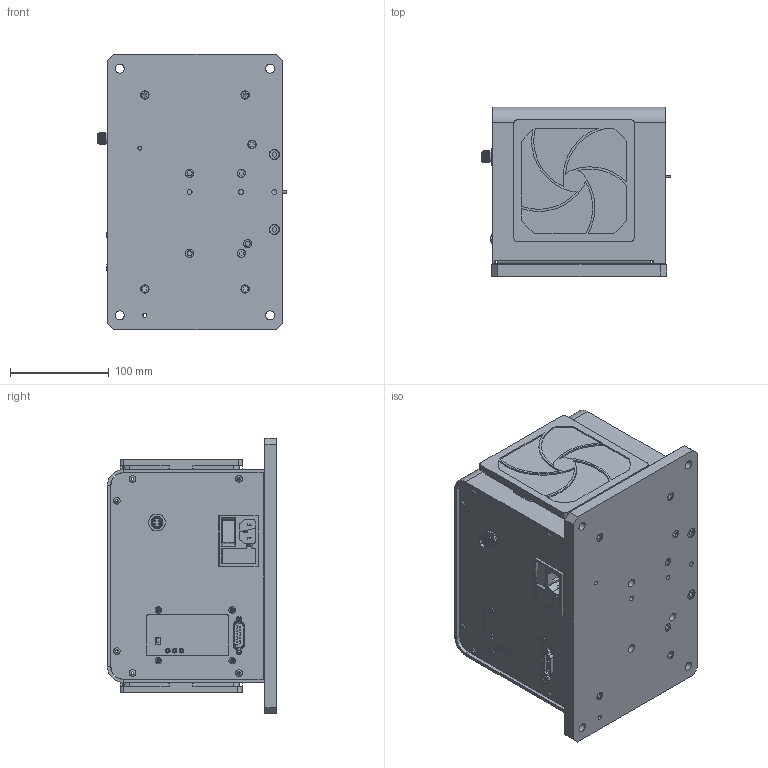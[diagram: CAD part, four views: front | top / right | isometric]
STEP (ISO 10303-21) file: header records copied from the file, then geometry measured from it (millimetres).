
FILE_DESCRIPTION (( 'STEP AP203' ), '1' );
FILE_NAME ('HD-106-XCX-0XXX_A.stp', '2022-06-09T20:31:34', ( '' ), ( '' ), 'SwSTEP 2.0', 'SolidWorks 2020', '' );
FILE_SCHEMA (( 'CONFIG_CONTROL_DESIGN' ));
Length unit declared in the file: millimetre
Products named in the file (1): HD-106-XCX-0XXX_A
Bounding box: 192.38 x 171.45 x 279.4 mm (x, y, z)
Surface area: 398638.6 mm2 (no closed solid volume)
Topology: 0 solids, 70 shells, 620 faces, 2081 edges, 1513 vertices
Faces by surface type: plane 382, cylinder 173, cone 35, torus 17, bspline 12, sphere 1
Full cylindrical faces by diameter (mm): 1 x4, 1.016 x15, 2.8 x2, 3.167 x1, 4.039 x2, 4.762 x3, 4.763 x3, 5.182 x3, 6.337 x1, 6.655 x16, 8.001 x1, 8.3 x1, 8.433 x10, 9 x4, 9.525 x1, 10 x1, 10.312 x2, 10.7 x2
Entity records: 25085 total; most frequent: CARTESIAN_POINT 7604, DIRECTION 3547, ORIENTED_EDGE 2939, EDGE_CURVE 1954, VERTEX_POINT 1501, LINE 1305, VECTOR 1305, AXIS2_PLACEMENT_3D 1121
